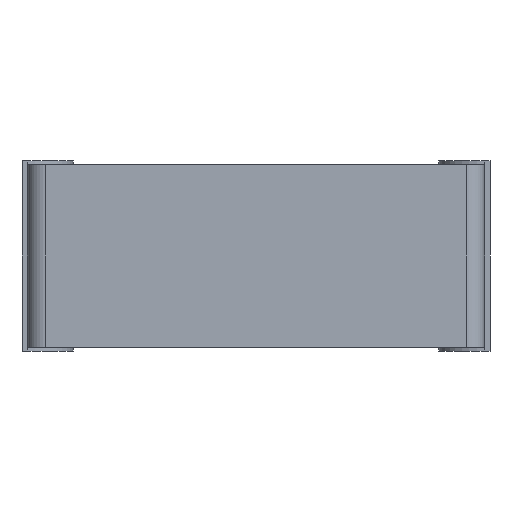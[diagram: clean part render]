
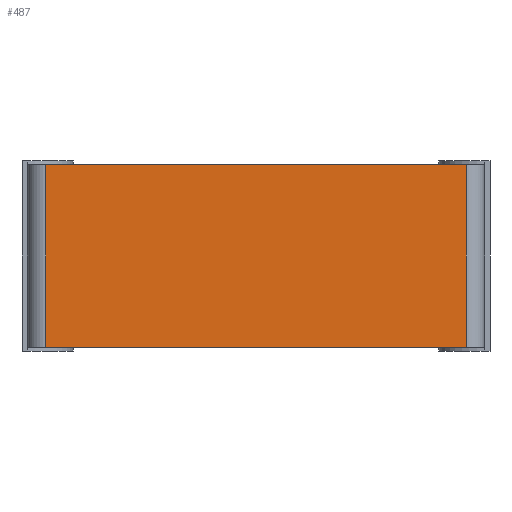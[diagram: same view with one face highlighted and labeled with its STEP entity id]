
A CAD part, left-side view. The second image highlights one B-rep face of the part: STEP entity #487.
In plain terms, the highlighted planar face has unit normal (-1, 0, 0).
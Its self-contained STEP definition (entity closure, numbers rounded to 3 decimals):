
#451 = AXIS2_PLACEMENT_3D ( 'NONE', #2840, #2839, #2838 ) ;
#454 = VECTOR ( 'NONE', #2834, 1000. ) ;
#487 = ADVANCED_FACE ( 'NONE', ( #1530 ), #2841, .F. ) ;
#488 = EDGE_CURVE ( 'NONE', #1675, #1292, #3188, .T. ) ;
#492 = EDGE_CURVE ( 'NONE', #1689, #1377, #3197, .T. ) ;
#504 = EDGE_CURVE ( 'NONE', #1292, #1377, #3210, .T. ) ;
#610 = LINE ( 'NONE', #1884, #3181 ) ;
#1121 = VECTOR ( 'NONE', #2822, 1000. ) ;
#1130 = VECTOR ( 'NONE', #2784, 1000. ) ;
#1292 = VERTEX_POINT ( 'NONE', #2090 ) ;
#1377 = VERTEX_POINT ( 'NONE', #2108 ) ;
#1406 = EDGE_LOOP ( 'NONE', ( #1717, #1706, #1718, #1704 ) ) ;
#1530 = FACE_OUTER_BOUND ( 'NONE', #1406, .T. ) ;
#1675 = VERTEX_POINT ( 'NONE', #2138 ) ;
#1689 = VERTEX_POINT ( 'NONE', #2154 ) ;
#1704 = ORIENTED_EDGE ( 'NONE', *, *, #488, .T. ) ;
#1706 = ORIENTED_EDGE ( 'NONE', *, *, #492, .F. ) ;
#1717 = ORIENTED_EDGE ( 'NONE', *, *, #504, .T. ) ;
#1718 = ORIENTED_EDGE ( 'NONE', *, *, #2967, .F. ) ;
#1877 = DIRECTION ( 'NONE',  ( 0., -1., 0. ) ) ;
#1884 = CARTESIAN_POINT ( 'NONE',  ( -1., 0.575, 0.51 ) ) ;
#2090 = CARTESIAN_POINT ( 'NONE',  ( -1., 0.575, 0.01 ) ) ;
#2108 = CARTESIAN_POINT ( 'NONE',  ( -1., -0.575, 0.01 ) ) ;
#2138 = CARTESIAN_POINT ( 'NONE',  ( -1., 0.575, 0.51 ) ) ;
#2154 = CARTESIAN_POINT ( 'NONE',  ( -1., -0.575, 0.51 ) ) ;
#2784 = DIRECTION ( 'NONE',  ( 0., -1., 0. ) ) ;
#2785 = CARTESIAN_POINT ( 'NONE',  ( -1., 0.575, 0.01 ) ) ;
#2822 = DIRECTION ( 'NONE',  ( 0., 0., -1. ) ) ;
#2824 = CARTESIAN_POINT ( 'NONE',  ( -1., -0.575, 0.51 ) ) ;
#2834 = DIRECTION ( 'NONE',  ( 0., 0., -1. ) ) ;
#2835 = CARTESIAN_POINT ( 'NONE',  ( -1., 0.575, 0.51 ) ) ;
#2838 = DIRECTION ( 'NONE',  ( 0., 1., 0. ) ) ;
#2839 = DIRECTION ( 'NONE',  ( 1., 0., 0. ) ) ;
#2840 = CARTESIAN_POINT ( 'NONE',  ( -1., 0.575, 0.51 ) ) ;
#2841 = PLANE ( 'NONE',  #451 ) ;
#2967 = EDGE_CURVE ( 'NONE', #1675, #1689, #610, .T. ) ;
#3181 = VECTOR ( 'NONE', #1877, 1000. ) ;
#3188 = LINE ( 'NONE', #2835, #454 ) ;
#3197 = LINE ( 'NONE', #2824, #1121 ) ;
#3210 = LINE ( 'NONE', #2785, #1130 ) ;
